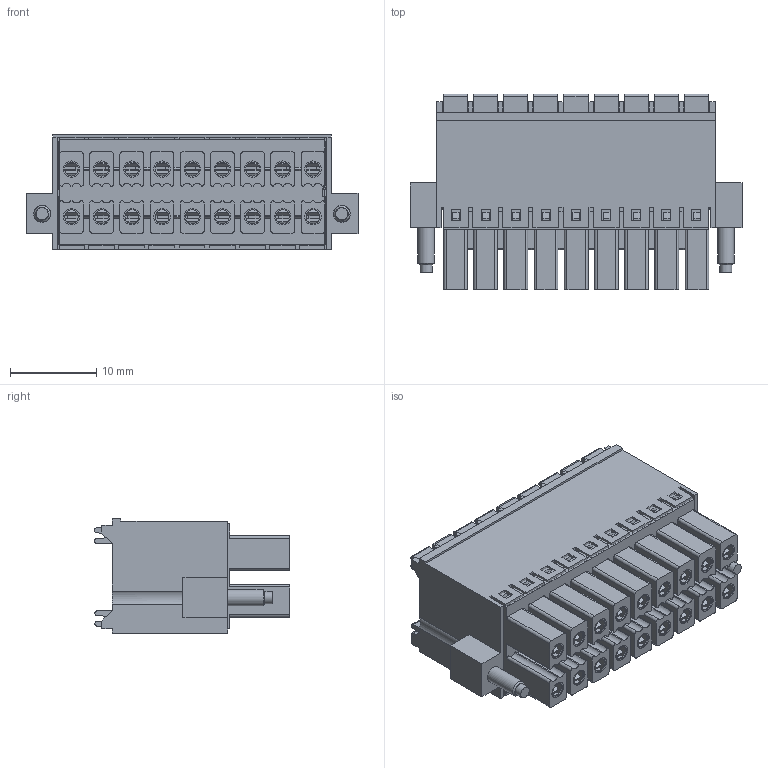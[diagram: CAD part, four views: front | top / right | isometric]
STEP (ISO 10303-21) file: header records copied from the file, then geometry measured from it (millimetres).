
FILE_DESCRIPTION(/* description */ ('Unknown'),/* implementation_level */ '2;1');
FILE_NAME(/* name */ '69137913018',/* time_stamp */ '2024-12-02T14:15:32+01:00',/* author */ ('Unknown'),/* organization */ ('Unknown'),/* preprocessor_version */ 'ST-DEVELOPER v19.4',/* originating_system */ 'Solid Edge',/* authorisation */ 'Unknown');
FILE_SCHEMA (('AUTOMOTIVE_DESIGN {1 0 10303 214 3 1 1}'));
Length unit declared in the file: millimetre
Products named in the file (8): 6913791300xx; 691379130018; 691379130018-2; 6913791300xx_Terminal Lever; 6913791300xx_Contact; 6913791300xx_Contact part 1; 6913791300xx_Contact part 2; 6913791300xx_Vis-Flange
Assembly tree (42 placements, depth 3):
  6913791300xx
    691379130018
    691379130018-2
    6913791300xx_Terminal Lever  x18
    6913791300xx_Contact  x18
      6913791300xx_Contact part 1
      6913791300xx_Contact part 2
    6913791300xx_Vis-Flange  x2
Bounding box: 38.5 x 22.7 x 13.25 mm (x, y, z)
Volume: 4383.9 mm3; surface area: 16801.3 mm2
Topology: 58 solids, 58 shells, 4290 faces, 12160 edges, 7997 vertices
Faces by surface type: plane 3011, cylinder 1181, bspline 90, torus 6, cone 2
Full cylindrical faces by diameter (mm): 1.4 x2, 1.6 x18, 1.9 x20, 2 x2, 2.8 x2, 2.9 x2, 3 x18
Entity records: 52459 total; most frequent: CARTESIAN_POINT 10246, ORIENTED_EDGE 8936, DIRECTION 8145, EDGE_CURVE 4468, LINE 3857, VECTOR 3857, VERTEX_POINT 2963, AXIS2_PLACEMENT_3D 2144
